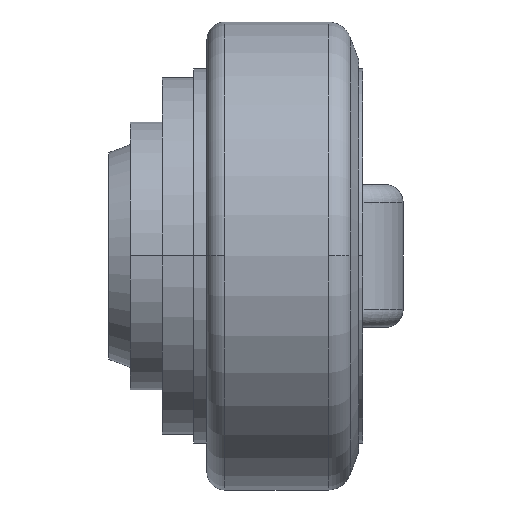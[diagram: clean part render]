
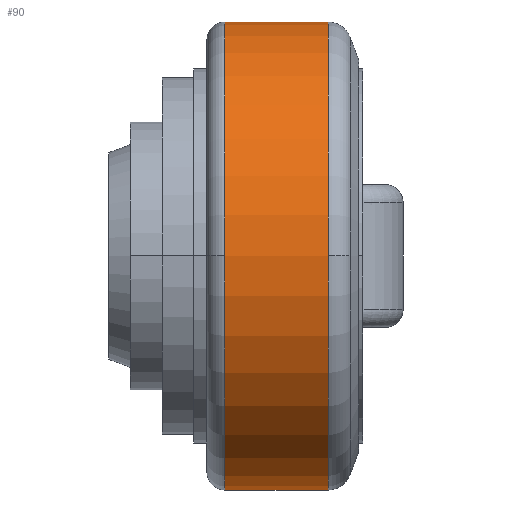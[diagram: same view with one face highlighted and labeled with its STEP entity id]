
A CAD part, top view. The second image highlights one B-rep face of the part: STEP entity #90.
In plain terms, the highlighted cylindrical face has radius 26.25 mm (diameter 52.5 mm), a partial arc.
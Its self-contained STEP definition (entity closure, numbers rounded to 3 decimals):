
#90=ADVANCED_FACE('',(#161),#162,.T.);
#161=FACE_OUTER_BOUND('',#252,.T.);
#162=CYLINDRICAL_SURFACE('',#253,26.25);
#252=EDGE_LOOP('',(#454,#455,#456,#457,#458,#459));
#253=AXIS2_PLACEMENT_3D('',#460,#461,#462);
#454=ORIENTED_EDGE('',*,*,#628,.T.);
#455=ORIENTED_EDGE('',*,*,#634,.F.);
#456=ORIENTED_EDGE('',*,*,#663,.F.);
#457=ORIENTED_EDGE('',*,*,#630,.T.);
#458=ORIENTED_EDGE('',*,*,#664,.T.);
#459=ORIENTED_EDGE('',*,*,#625,.T.);
#460=CARTESIAN_POINT('',(12.8,0.0,0.));
#461=DIRECTION('',(-1.0,0.0,0.));
#462=DIRECTION('',(0.0,1.0,0.0));
#625=EDGE_CURVE('',#746,#744,#747,.T.);
#628=EDGE_CURVE('',#744,#750,#751,.T.);
#630=EDGE_CURVE('',#754,#752,#755,.T.);
#634=EDGE_CURVE('',#759,#750,#762,.T.);
#663=EDGE_CURVE('',#754,#759,#809,.T.);
#664=EDGE_CURVE('',#752,#746,#810,.T.);
#744=VERTEX_POINT('',#907);
#746=VERTEX_POINT('',#909);
#747=CIRCLE('',#910,26.25);
#750=VERTEX_POINT('',#913);
#751=LINE('',#914,#915);
#752=VERTEX_POINT('',#916);
#754=VERTEX_POINT('',#918);
#755=LINE('',#919,#920);
#759=VERTEX_POINT('',#924);
#762=CIRCLE('',#927,26.25);
#809=CIRCLE('',#982,26.25);
#810=CIRCLE('',#983,26.25);
#907=CARTESIAN_POINT('',(18.6,26.25,0.0));
#909=CARTESIAN_POINT('',(18.6,0.,26.25));
#910=AXIS2_PLACEMENT_3D('',#1326,#1327,#1328);
#913=CARTESIAN_POINT('',(7.0,26.25,0.));
#914=CARTESIAN_POINT('',(12.8,26.25,0.));
#915=VECTOR('',#1335,1.0);
#916=CARTESIAN_POINT('',(18.6,-26.25,0.));
#918=CARTESIAN_POINT('',(7.0,-26.25,0.));
#919=CARTESIAN_POINT('',(12.8,-26.25,0.));
#920=VECTOR('',#1339,1.0);
#924=CARTESIAN_POINT('',(7.0,0.,26.25));
#927=AXIS2_PLACEMENT_3D('',#1349,#1350,#1351);
#982=AXIS2_PLACEMENT_3D('',#1420,#1421,#1422);
#983=AXIS2_PLACEMENT_3D('',#1423,#1424,#1425);
#1326=CARTESIAN_POINT('',(18.6,0.0,0.0));
#1327=DIRECTION('',(-1.0,0.0,0.));
#1328=DIRECTION('',(0.0,1.0,0.0));
#1335=DIRECTION('',(-1.0,0.0,0.));
#1339=DIRECTION('',(1.0,-0.0,0.));
#1349=CARTESIAN_POINT('',(7.0,0.0,0.));
#1350=DIRECTION('',(-1.0,0.0,0.));
#1351=DIRECTION('',(0.0,1.0,0.0));
#1420=CARTESIAN_POINT('',(7.0,0.0,0.));
#1421=DIRECTION('',(-1.0,0.0,0.));
#1422=DIRECTION('',(0.0,1.0,0.0));
#1423=CARTESIAN_POINT('',(18.6,0.0,0.0));
#1424=DIRECTION('',(-1.0,0.0,0.));
#1425=DIRECTION('',(0.0,1.0,0.0));
